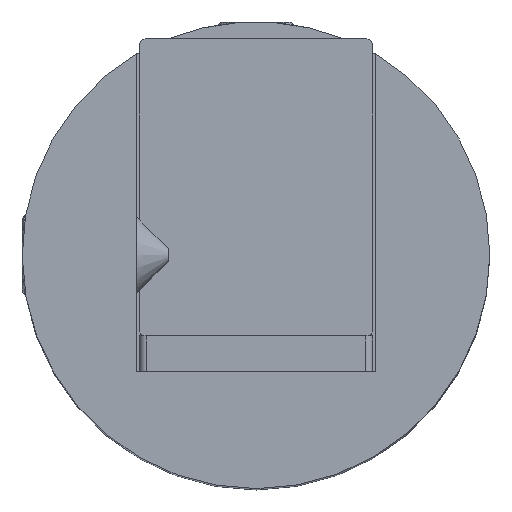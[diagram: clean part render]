
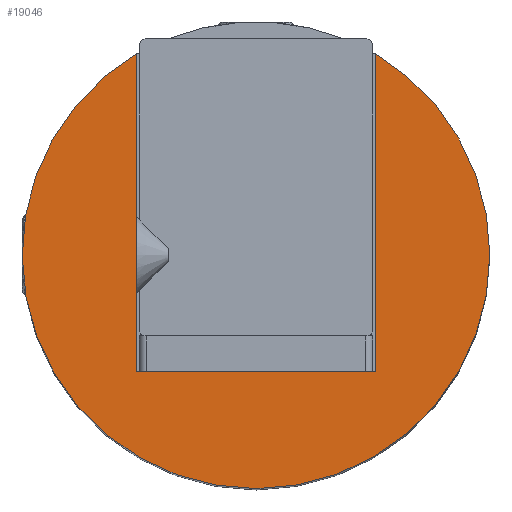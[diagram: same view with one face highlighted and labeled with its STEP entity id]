
A CAD part, top view. The second image highlights one B-rep face of the part: STEP entity #19046.
In plain terms, the highlighted planar face has unit normal (0, 0, 1).
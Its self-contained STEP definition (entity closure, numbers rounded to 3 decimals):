
#54 = DIRECTION ( 'NONE',  ( 0., -1., 0. ) ) ;
#722 = CARTESIAN_POINT ( 'NONE',  ( 8.15, 13.769, 0. ) ) ;
#879 = ORIENTED_EDGE ( 'NONE', *, *, #3170, .F. ) ;
#2252 = CARTESIAN_POINT ( 'NONE',  ( -8.15, -8., 0. ) ) ;
#3170 = EDGE_CURVE ( 'NONE', #4024, #9336, #4681, .T. ) ;
#3861 = VECTOR ( 'NONE', #54, 1000. ) ;
#3914 = CARTESIAN_POINT ( 'NONE',  ( 0., -8., 0. ) ) ;
#3939 = DIRECTION ( 'NONE',  ( 1., 0., 0. ) ) ;
#4024 = VERTEX_POINT ( 'NONE', #2252 ) ;
#4616 = AXIS2_PLACEMENT_3D ( 'NONE', #18712, #13667, #3939 ) ;
#4681 = LINE ( 'NONE', #3914, #5446 ) ;
#5446 = VECTOR ( 'NONE', #18403, 1000. ) ;
#5553 = VERTEX_POINT ( 'NONE', #5870 ) ;
#5774 = ORIENTED_EDGE ( 'NONE', *, *, #13934, .F. ) ;
#5870 = CARTESIAN_POINT ( 'NONE',  ( -8.15, 13.769, 0. ) ) ;
#6625 = LINE ( 'NONE', #8088, #19849 ) ;
#6662 = EDGE_CURVE ( 'NONE', #9336, #8860, #6625, .T. ) ;
#8088 = CARTESIAN_POINT ( 'NONE',  ( 8.15, 0., 0. ) ) ;
#8724 = ORIENTED_EDGE ( 'NONE', *, *, #6662, .F. ) ;
#8860 = VERTEX_POINT ( 'NONE', #722 ) ;
#9336 = VERTEX_POINT ( 'NONE', #10053 ) ;
#10053 = CARTESIAN_POINT ( 'NONE',  ( 8.15, -8., 0. ) ) ;
#10166 = DIRECTION ( 'NONE',  ( 0., 0., 1. ) ) ;
#10325 = DIRECTION ( 'NONE',  ( 1., 0., 0. ) ) ;
#11755 = CIRCLE ( 'NONE', #4616, 16. ) ;
#12084 = EDGE_CURVE ( 'NONE', #5553, #8860, #11755, .T. ) ;
#12418 = AXIS2_PLACEMENT_3D ( 'NONE', #16953, #10166, #10325 ) ;
#13667 = DIRECTION ( 'NONE',  ( 0., 0., 1. ) ) ;
#13934 = EDGE_CURVE ( 'NONE', #5553, #4024, #19373, .T. ) ;
#15047 = ORIENTED_EDGE ( 'NONE', *, *, #12084, .T. ) ;
#16332 = DIRECTION ( 'NONE',  ( 0., 1., 0. ) ) ;
#16681 = EDGE_LOOP ( 'NONE', ( #5774, #15047, #8724, #879 ) ) ;
#16953 = CARTESIAN_POINT ( 'NONE',  ( 0., 0., 0. ) ) ;
#18288 = PLANE ( 'NONE',  #12418 ) ;
#18403 = DIRECTION ( 'NONE',  ( 1., 0., 0. ) ) ;
#18712 = CARTESIAN_POINT ( 'NONE',  ( 0., 0., 0. ) ) ;
#19046 = ADVANCED_FACE ( 'NONE', ( #19855 ), #18288, .T. ) ;
#19373 = LINE ( 'NONE', #20872, #3861 ) ;
#19849 = VECTOR ( 'NONE', #16332, 1000. ) ;
#19855 = FACE_OUTER_BOUND ( 'NONE', #16681, .T. ) ;
#20872 = CARTESIAN_POINT ( 'NONE',  ( -8.15, 0., 0. ) ) ;
